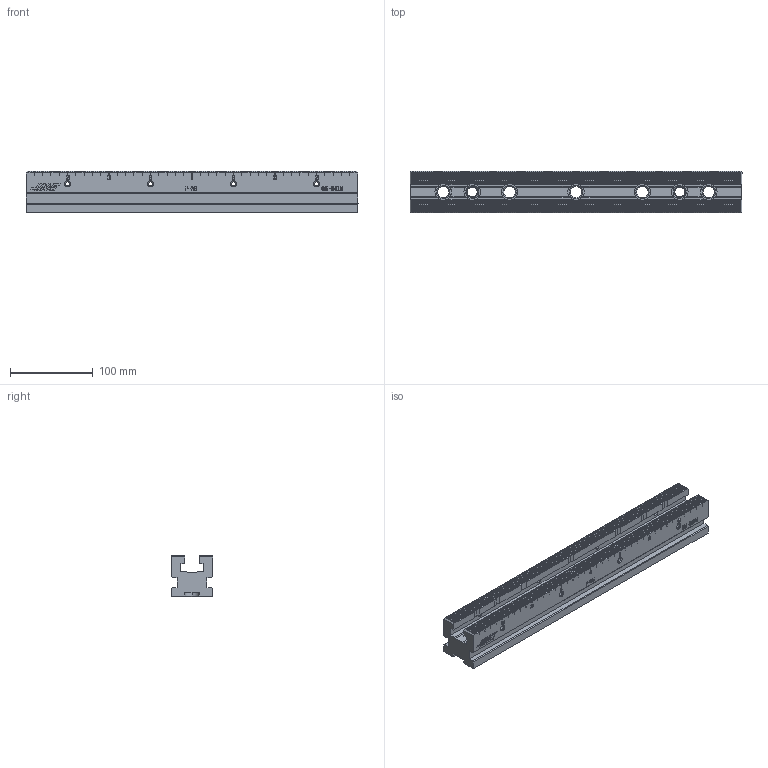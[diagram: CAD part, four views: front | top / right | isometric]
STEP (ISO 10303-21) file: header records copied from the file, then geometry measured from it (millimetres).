
FILE_DESCRIPTION (( 'STEP AP203' ), '1' );
FILE_NAME ('05-0415.STEP', '2024-10-04T20:55:16', ( '' ), ( '' ), 'SwSTEP 2.0', 'SolidWorks 2022', '' );
FILE_SCHEMA (( 'CONFIG_CONTROL_DESIGN' ));
Length unit declared in the file: inch
Products named in the file (5): Haas(05-0415)-PHA-5040 ¥»; PE-161213 ®M_2; 05-0415; PE-161213 ®M
Assembly tree (4 placements, depth 3):
  05-0415
    Haas(05-0415)-PHA-5040 ¥»
    PE-161213 ®M
      PE-161213 ®M
      PE-161213 ®M_2
Bounding box: 400 x 50 x 50 mm (x, y, z)
Volume: 690139.9 mm3; surface area: 131754.3 mm2
Topology: 3 solids, 3 shells, 2161 faces, 6268 edges, 4154 vertices
Faces by surface type: plane 1478, cylinder 522, bspline 95, cone 66
Entity records: 71174 total; most frequent: CARTESIAN_POINT 16019, ORIENTED_EDGE 12536, DIRECTION 9951, EDGE_CURVE 6268, LINE 4807, VECTOR 4807, VERTEX_POINT 4154, AXIS2_PLACEMENT_3D 2572
